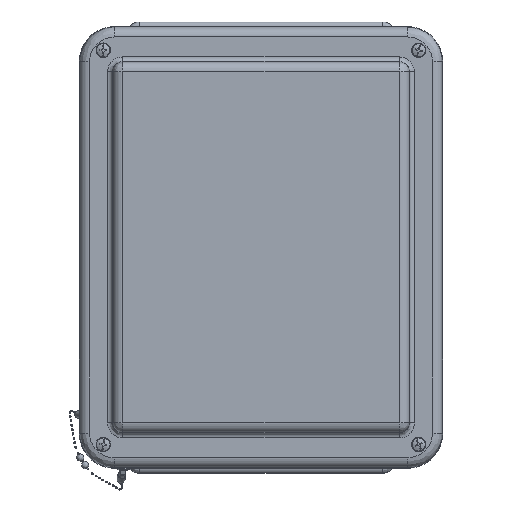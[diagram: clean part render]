
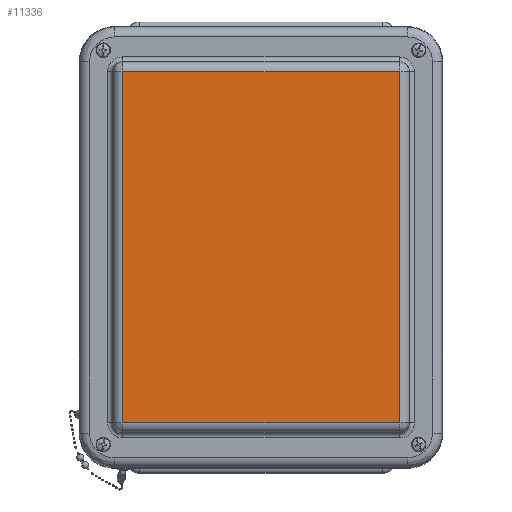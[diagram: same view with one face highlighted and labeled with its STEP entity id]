
A CAD part, top view. The second image highlights one B-rep face of the part: STEP entity #11336.
In plain terms, the highlighted planar face has unit normal (0, 0, 1).
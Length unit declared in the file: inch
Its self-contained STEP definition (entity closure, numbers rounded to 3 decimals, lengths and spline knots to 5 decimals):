
#668 = EDGE_LOOP ( 'NONE', ( #1955, #6465, #9679, #43124, #5337, #26231, #34850, #37972 ) ) ;
#873 = EDGE_CURVE ( 'NONE', #44804, #10162, #13618, .T. ) ;
#1383 = CARTESIAN_POINT ( 'NONE',  ( -3.5665, -4.52251, 2.564 ) ) ;
#1677 = CARTESIAN_POINT ( 'NONE',  ( -3.56747, 4.52214, 2.564 ) ) ;
#1809 = CARTESIAN_POINT ( 'NONE',  ( 3.56751, 2.26075, 2.564 ) ) ;
#1825 = CARTESIAN_POINT ( 'NONE',  ( -3.56751, 4.5215, 2.564 ) ) ;
#1955 = ORIENTED_EDGE ( 'NONE', *, *, #45576, .T. ) ;
#2543 = CARTESIAN_POINT ( 'NONE',  ( 3.56714, -4.52247, 2.564 ) ) ;
#3516 = CARTESIAN_POINT ( 'NONE',  ( -3.5665, 4.52251, 2.564 ) ) ;
#4191 = CARTESIAN_POINT ( 'NONE',  ( 3.56751, -4.5215, 2.564 ) ) ;
#4346 = VERTEX_POINT ( 'NONE', #29823 ) ;
#5337 = ORIENTED_EDGE ( 'NONE', *, *, #5857, .T. ) ;
#5857 = EDGE_CURVE ( 'NONE', #44804, #39350, #46850, .T. ) ;
#6143 = EDGE_CURVE ( 'NONE', #41846, #10162, #37518, .T. ) ;
#6465 = ORIENTED_EDGE ( 'NONE', *, *, #30317, .F. ) ;
#6519 = CARTESIAN_POINT ( 'NONE',  ( 3.56747, 4.52214, 2.564 ) ) ;
#6608 = LINE ( 'NONE', #30081, #45021 ) ;
#6672 = CARTESIAN_POINT ( 'NONE',  ( 3.56714, 4.52247, 2.564 ) ) ;
#7161 = DIRECTION ( 'NONE',  ( 1., 0., 0. ) ) ;
#7705 = LINE ( 'NONE', #46797, #37055 ) ;
#8220 = DIRECTION ( 'NONE',  ( 0., 0., 1. ) ) ;
#8786 = CARTESIAN_POINT ( 'NONE',  ( -3.56747, -4.52214, 2.564 ) ) ;
#9679 = ORIENTED_EDGE ( 'NONE', *, *, #6143, .T. ) ;
#10162 = VERTEX_POINT ( 'NONE', #4191 ) ;
#10213 = CARTESIAN_POINT ( 'NONE',  ( -3.56751, -4.5215, 2.564 ) ) ;
#11336 = ADVANCED_FACE ( 'NONE', ( #43033 ), #22734, .T. ) ;
#12268 = CARTESIAN_POINT ( 'NONE',  ( -3.56714, -4.52247, 2.564 ) ) ;
#13511 = CARTESIAN_POINT ( 'NONE',  ( 3.5665, 4.52251, 2.564 ) ) ;
#13618 = LINE ( 'NONE', #1809, #41347 ) ;
#15169 = VERTEX_POINT ( 'NONE', #23327 ) ;
#15887 = CARTESIAN_POINT ( 'NONE',  ( -3.56751, -4.5215, 2.564 ) ) ;
#15891 = VERTEX_POINT ( 'NONE', #10213 ) ;
#17341 = CARTESIAN_POINT ( 'NONE',  ( 3.5665, -4.52251, 2.564 ) ) ;
#18830 = B_SPLINE_CURVE_WITH_KNOTS ( 'NONE', 3,
 ( #15887, #8786, #12268, #1383 ),
 .UNSPECIFIED., .F., .F.,
 ( 4, 4 ),
 ( 0., 1. ),
 .UNSPECIFIED. ) ;
#22734 = PLANE ( 'NONE',  #29258 ) ;
#23327 = CARTESIAN_POINT ( 'NONE',  ( -3.5665, -4.52251, 2.564 ) ) ;
#23926 = EDGE_CURVE ( 'NONE', #31838, #39350, #7705, .T. ) ;
#26231 = ORIENTED_EDGE ( 'NONE', *, *, #23926, .F. ) ;
#27166 = CARTESIAN_POINT ( 'NONE',  ( -3.56714, 4.52247, 2.564 ) ) ;
#28957 = CARTESIAN_POINT ( 'NONE',  ( 3.56751, 4.5215, 2.564 ) ) ;
#28990 = B_SPLINE_CURVE_WITH_KNOTS ( 'NONE', 3,
 ( #34166, #27166, #1677, #1825 ),
 .UNSPECIFIED., .F., .F.,
 ( 4, 4 ),
 ( 0., 1. ),
 .UNSPECIFIED. ) ;
#29258 = AXIS2_PLACEMENT_3D ( 'NONE', #37098, #8220, #30260 ) ;
#29823 = CARTESIAN_POINT ( 'NONE',  ( -3.56751, 4.5215, 2.564 ) ) ;
#30081 = CARTESIAN_POINT ( 'NONE',  ( -3.56751, -2.26075, 2.564 ) ) ;
#30260 = DIRECTION ( 'NONE',  ( 1., 0., 0. ) ) ;
#30317 = EDGE_CURVE ( 'NONE', #41846, #15169, #44937, .T. ) ;
#30321 = DIRECTION ( 'NONE',  ( -1., 0., 0. ) ) ;
#31838 = VERTEX_POINT ( 'NONE', #3516 ) ;
#32348 = CARTESIAN_POINT ( 'NONE',  ( 3.56751, 4.5215, 2.564 ) ) ;
#33835 = CARTESIAN_POINT ( 'NONE',  ( 1.78325, -4.52251, 2.564 ) ) ;
#33922 = DIRECTION ( 'NONE',  ( 0., 1., 0. ) ) ;
#34166 = CARTESIAN_POINT ( 'NONE',  ( -3.5665, 4.52251, 2.564 ) ) ;
#34850 = ORIENTED_EDGE ( 'NONE', *, *, #41843, .T. ) ;
#37055 = VECTOR ( 'NONE', #7161, 39.37008 ) ;
#37098 = CARTESIAN_POINT ( 'NONE',  ( 0., 0., 2.564 ) ) ;
#37518 = B_SPLINE_CURVE_WITH_KNOTS ( 'NONE', 3,
 ( #17341, #2543, #38497, #42000 ),
 .UNSPECIFIED., .F., .F.,
 ( 4, 4 ),
 ( 0., 1. ),
 .UNSPECIFIED. ) ;
#37972 = ORIENTED_EDGE ( 'NONE', *, *, #43914, .F. ) ;
#38497 = CARTESIAN_POINT ( 'NONE',  ( 3.56747, -4.52214, 2.564 ) ) ;
#39139 = CARTESIAN_POINT ( 'NONE',  ( 3.5665, 4.52251, 2.564 ) ) ;
#39236 = VECTOR ( 'NONE', #30321, 39.37008 ) ;
#39350 = VERTEX_POINT ( 'NONE', #13511 ) ;
#40966 = DIRECTION ( 'NONE',  ( 0., -1., 0. ) ) ;
#41347 = VECTOR ( 'NONE', #40966, 39.37008 ) ;
#41843 = EDGE_CURVE ( 'NONE', #31838, #4346, #28990, .T. ) ;
#41846 = VERTEX_POINT ( 'NONE', #45047 ) ;
#42000 = CARTESIAN_POINT ( 'NONE',  ( 3.56751, -4.5215, 2.564 ) ) ;
#43033 = FACE_OUTER_BOUND ( 'NONE', #668, .T. ) ;
#43124 = ORIENTED_EDGE ( 'NONE', *, *, #873, .F. ) ;
#43914 = EDGE_CURVE ( 'NONE', #15891, #4346, #6608, .T. ) ;
#44804 = VERTEX_POINT ( 'NONE', #28957 ) ;
#44937 = LINE ( 'NONE', #33835, #39236 ) ;
#45021 = VECTOR ( 'NONE', #33922, 39.37008 ) ;
#45047 = CARTESIAN_POINT ( 'NONE',  ( 3.5665, -4.52251, 2.564 ) ) ;
#45576 = EDGE_CURVE ( 'NONE', #15891, #15169, #18830, .T. ) ;
#46797 = CARTESIAN_POINT ( 'NONE',  ( -1.78325, 4.52251, 2.564 ) ) ;
#46850 = B_SPLINE_CURVE_WITH_KNOTS ( 'NONE', 3,
 ( #32348, #6519, #6672, #39139 ),
 .UNSPECIFIED., .F., .F.,
 ( 4, 4 ),
 ( 0., 1. ),
 .UNSPECIFIED. ) ;
